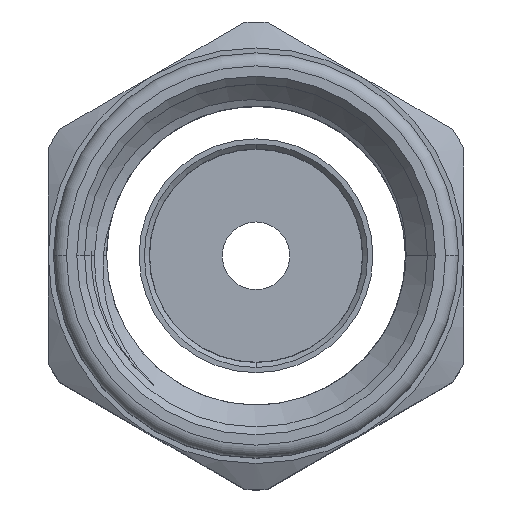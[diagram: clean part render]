
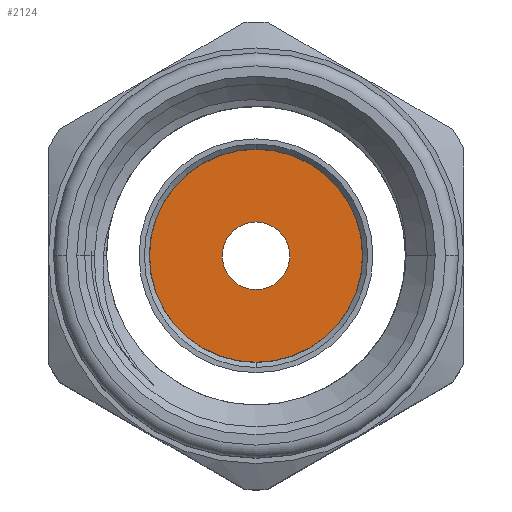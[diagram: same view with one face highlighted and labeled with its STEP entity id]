
A CAD part, top view. The second image highlights one B-rep face of the part: STEP entity #2124.
In plain terms, the highlighted planar face has unit normal (0, 0, 1).
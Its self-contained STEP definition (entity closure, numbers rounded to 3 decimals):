
#1 = EDGE_LOOP ( 'NONE', ( #358, #155 ) ) ;
#33 = CARTESIAN_POINT ( 'NONE',  ( 0., -2.055, 17.7 ) ) ;
#44 = CARTESIAN_POINT ( 'NONE',  ( 0., 0.65, 17.7 ) ) ;
#51 = EDGE_CURVE ( 'NONE', #1062, #1953, #2239, .T. ) ;
#122 = EDGE_CURVE ( 'NONE', #588, #513, #1457, .T. ) ;
#135 = DIRECTION ( 'NONE',  ( 0., 0., -1. ) ) ;
#154 = CARTESIAN_POINT ( 'NONE',  ( 0., 2.055, 17.7 ) ) ;
#155 = ORIENTED_EDGE ( 'NONE', *, *, #51, .F. ) ;
#175 = PLANE ( 'NONE',  #848 ) ;
#223 = AXIS2_PLACEMENT_3D ( 'NONE', #592, #2210, #603 ) ;
#257 = CARTESIAN_POINT ( 'NONE',  ( 0., 0., 17.7 ) ) ;
#358 = ORIENTED_EDGE ( 'NONE', *, *, #990, .F. ) ;
#361 = DIRECTION ( 'NONE',  ( 0., 0., 1. ) ) ;
#449 = EDGE_CURVE ( 'NONE', #513, #588, #2313, .T. ) ;
#513 = VERTEX_POINT ( 'NONE', #44 ) ;
#555 = AXIS2_PLACEMENT_3D ( 'NONE', #257, #1166, #1877 ) ;
#588 = VERTEX_POINT ( 'NONE', #2052 ) ;
#591 = DIRECTION ( 'NONE',  ( 0., 1., 0. ) ) ;
#592 = CARTESIAN_POINT ( 'NONE',  ( 0., 0., 17.7 ) ) ;
#603 = DIRECTION ( 'NONE',  ( 0., 1., 0. ) ) ;
#757 = CARTESIAN_POINT ( 'NONE',  ( 0., 0.65, 17.7 ) ) ;
#845 = DIRECTION ( 'NONE',  ( 0., 1., 0. ) ) ;
#848 = AXIS2_PLACEMENT_3D ( 'NONE', #757, #361, #1614 ) ;
#935 = FACE_BOUND ( 'NONE', #2190, .T. ) ;
#957 = AXIS2_PLACEMENT_3D ( 'NONE', #1940, #135, #845 ) ;
#990 = EDGE_CURVE ( 'NONE', #1953, #1062, #1737, .T. ) ;
#1062 = VERTEX_POINT ( 'NONE', #33 ) ;
#1135 = ORIENTED_EDGE ( 'NONE', *, *, #449, .T. ) ;
#1141 = DIRECTION ( 'NONE',  ( 0., 0., -1. ) ) ;
#1166 = DIRECTION ( 'NONE',  ( 0., 0., -1. ) ) ;
#1261 = FACE_OUTER_BOUND ( 'NONE', #1, .T. ) ;
#1457 = CIRCLE ( 'NONE', #223, 0.65 ) ;
#1614 = DIRECTION ( 'NONE',  ( 0., -1., 0. ) ) ;
#1683 = ORIENTED_EDGE ( 'NONE', *, *, #122, .T. ) ;
#1737 = CIRCLE ( 'NONE', #957, 2.055 ) ;
#1849 = CARTESIAN_POINT ( 'NONE',  ( 0., 0., 17.7 ) ) ;
#1877 = DIRECTION ( 'NONE',  ( 0., 1., 0. ) ) ;
#1940 = CARTESIAN_POINT ( 'NONE',  ( 0., 0., 17.7 ) ) ;
#1953 = VERTEX_POINT ( 'NONE', #154 ) ;
#2052 = CARTESIAN_POINT ( 'NONE',  ( 0., -0.65, 17.7 ) ) ;
#2090 = AXIS2_PLACEMENT_3D ( 'NONE', #1849, #1141, #591 ) ;
#2124 = ADVANCED_FACE ( 'NONE', ( #935, #1261 ), #175, .T. ) ;
#2190 = EDGE_LOOP ( 'NONE', ( #1135, #1683 ) ) ;
#2210 = DIRECTION ( 'NONE',  ( 0., 0., -1. ) ) ;
#2239 = CIRCLE ( 'NONE', #555, 2.055 ) ;
#2313 = CIRCLE ( 'NONE', #2090, 0.65 ) ;
